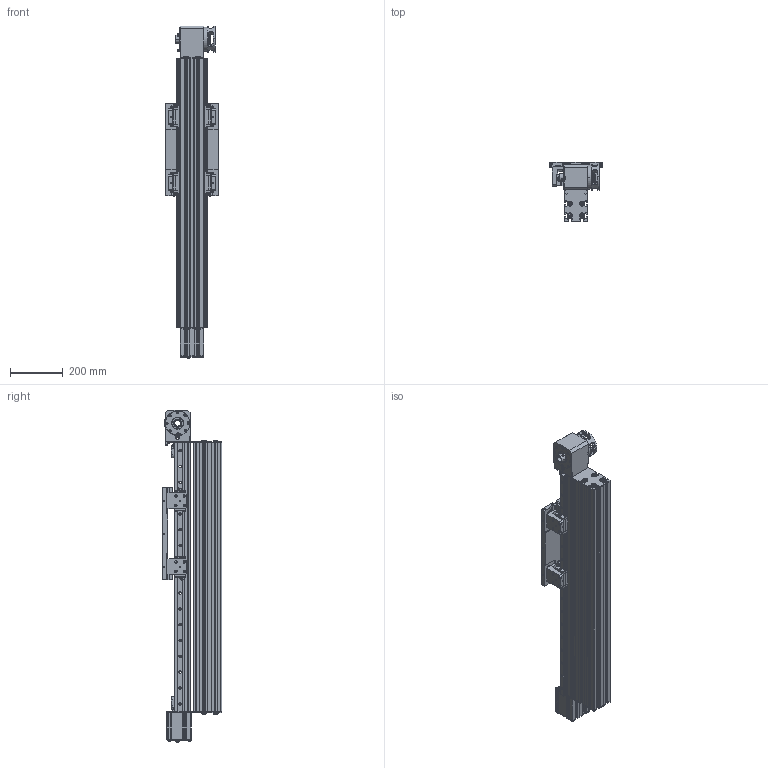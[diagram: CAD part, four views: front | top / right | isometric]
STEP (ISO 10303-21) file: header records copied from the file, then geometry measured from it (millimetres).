
FILE_DESCRIPTION (( 'STEP AP203' ), '1' );
FILE_NAME ('814.VHL.XXXX.STEP', '2016-12-12T14:51:55', ( 'Utente' ), ( '' ), 'SwSTEP 2.0', 'SolidWorks 2016', '' );
FILE_SCHEMA (( 'CONFIG_CONTROL_DESIGN' ));
Products named in the file (1): 814.VHL.XXXX
Bounding box: 200 x 225 x 1258.75 mm (x, y, z)
Surface area: 1354191.8 mm2 (no closed solid volume)
Topology: 0 solids, 332 shells, 2058 faces, 8262 edges, 6322 vertices
Faces by surface type: plane 1145, cylinder 704, torus 114, cone 68, bspline 27
Entity records: 90980 total; most frequent: CARTESIAN_POINT 22367, DIRECTION 14867, ORIENTED_EDGE 11419, EDGE_CURVE 8252, VERTEX_POINT 6322, VECTOR 5223, LINE 5223, AXIS2_PLACEMENT_3D 4822
